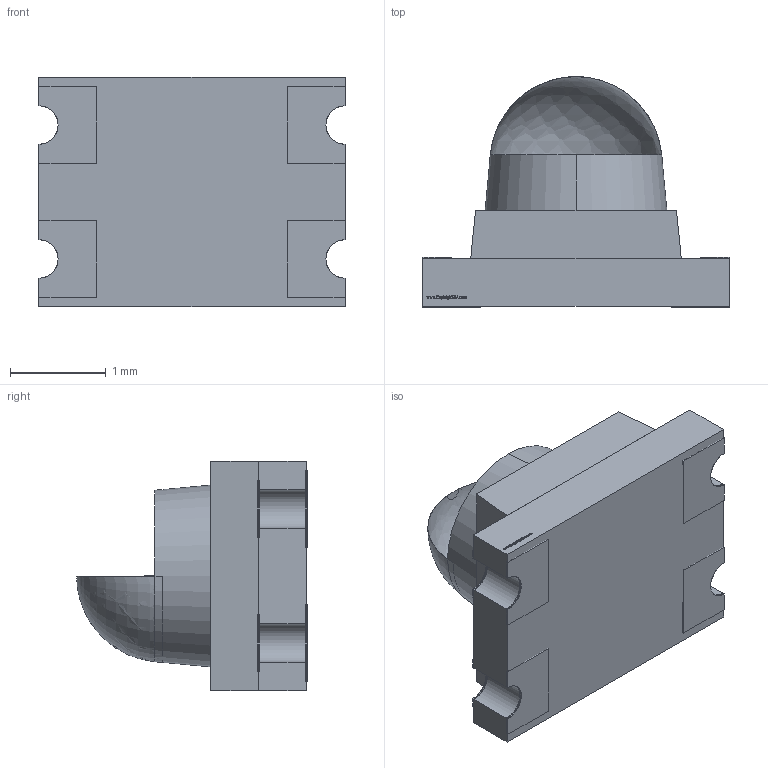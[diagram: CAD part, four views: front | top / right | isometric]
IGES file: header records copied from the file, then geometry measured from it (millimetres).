
Start section: SolidWorks IGES file using analytic representation for surfaces
Global section: file name: APBD3224.IGS; native system: SolidWorks 2008; preprocessor: SolidWorks 2008; author: evant; date: 080903.130359; units: millimetre
Bounding box: 3.2 x 2.41 x 2.4 mm (x, y, z)
Surface area: 45.9 mm2 (no closed solid volume)
Topology: 0 solids, 0 shells, 369 faces, 3190 edges, 4144 vertices
Faces by surface type: bspline 347, revolution 22
